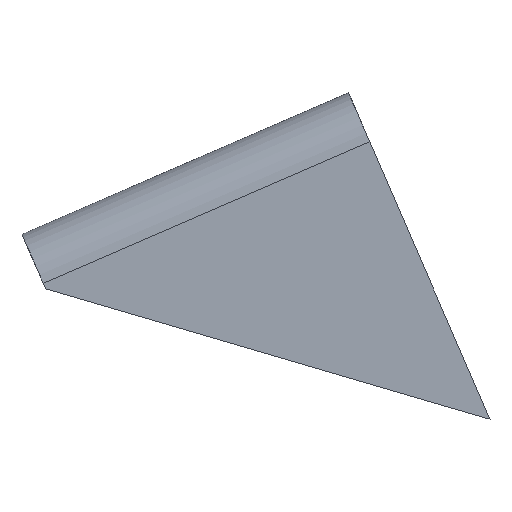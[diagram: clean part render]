
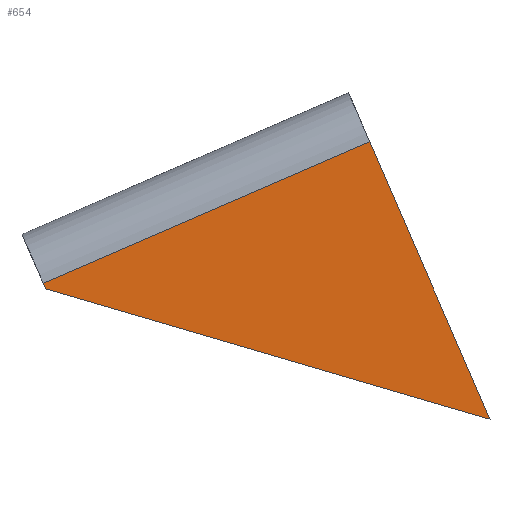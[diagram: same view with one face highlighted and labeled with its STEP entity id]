
A CAD part, front view. The second image highlights one B-rep face of the part: STEP entity #654.
In plain terms, the highlighted planar face has unit normal (0, -1, 0).
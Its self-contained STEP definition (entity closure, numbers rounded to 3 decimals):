
#44 = PLANE('',#45);
#45 = AXIS2_PLACEMENT_3D('',#46,#47,#48);
#46 = CARTESIAN_POINT('',(4.598,-13.5,-9.529));
#47 = DIRECTION('',(-0.282,0.,-0.959)
  );
#48 = DIRECTION('',(-0.959,0.,0.282));
#72 = PLANE('',#73);
#73 = AXIS2_PLACEMENT_3D('',#74,#75,#76);
#74 = CARTESIAN_POINT('',(17.664,-13.5,-1.956));
#75 = DIRECTION('',(-0.917,0.,-0.398)
  );
#76 = DIRECTION('',(-0.398,0.,0.917));
#148 = PLANE('',#149);
#149 = AXIS2_PLACEMENT_3D('',#150,#151,#152);
#150 = CARTESIAN_POINT('',(-14.832,-13.5,-2.421));
#151 = DIRECTION('',(-0.917,0.,-0.398)
  );
#152 = DIRECTION('',(-0.398,0.,0.917));
#165 = VERTEX_POINT('',#166);
#166 = CARTESIAN_POINT('',(-14.136,-15.,-4.027));
#187 = EDGE_CURVE('',#188,#165,#190,.T.);
#188 = VERTEX_POINT('',#189);
#189 = CARTESIAN_POINT('',(23.333,-15.,-15.03));
#190 = SURFACE_CURVE('',#191,(#195,#202),.PCURVE_S1.);
#191 = LINE('',#192,#193);
#192 = CARTESIAN_POINT('',(23.333,-15.,-15.03));
#193 = VECTOR('',#194,1.);
#194 = DIRECTION('',(-0.959,0.,0.282));
#195 = PCURVE('',#44,#196);
#196 = DEFINITIONAL_REPRESENTATION('',(#197),#201);
#197 = LINE('',#198,#199);
#198 = CARTESIAN_POINT('',(-19.526,-1.5));
#199 = VECTOR('',#200,1.);
#200 = DIRECTION('',(1.,0.));
#201 = ( GEOMETRIC_REPRESENTATION_CONTEXT(2) 
PARAMETRIC_REPRESENTATION_CONTEXT() REPRESENTATION_CONTEXT('2D SPACE',''
  ) );
#202 = PCURVE('',#203,#208);
#203 = PLANE('',#204);
#204 = AXIS2_PLACEMENT_3D('',#205,#206,#207);
#205 = CARTESIAN_POINT('',(11.399,-15.,12.494));
#206 = DIRECTION('',(0.,1.,0.));
#207 = DIRECTION('',(0.917,0.,0.398)
  );
#208 = DEFINITIONAL_REPRESENTATION('',(#209),#213);
#209 = LINE('',#210,#211);
#210 = CARTESIAN_POINT('',(0.,30.));
#211 = VECTOR('',#212,1.);
#212 = DIRECTION('',(-0.768,-0.64));
#213 = ( GEOMETRIC_REPRESENTATION_CONTEXT(2) 
PARAMETRIC_REPRESENTATION_CONTEXT() REPRESENTATION_CONTEXT('2D SPACE',''
  ) );
#240 = VERTEX_POINT('',#241);
#241 = CARTESIAN_POINT('',(-14.335,-15.,-3.568));
#267 = EDGE_CURVE('',#240,#165,#268,.T.);
#268 = SURFACE_CURVE('',#269,(#273,#280),.PCURVE_S1.);
#269 = LINE('',#270,#271);
#270 = CARTESIAN_POINT('',(-14.335,-15.,-3.568));
#271 = VECTOR('',#272,1.);
#272 = DIRECTION('',(0.398,0.,-0.917));
#273 = PCURVE('',#148,#274);
#274 = DEFINITIONAL_REPRESENTATION('',(#275),#279);
#275 = LINE('',#276,#277);
#276 = CARTESIAN_POINT('',(-1.25,-1.5));
#277 = VECTOR('',#278,1.);
#278 = DIRECTION('',(-1.,0.));
#279 = ( GEOMETRIC_REPRESENTATION_CONTEXT(2) 
PARAMETRIC_REPRESENTATION_CONTEXT() REPRESENTATION_CONTEXT('2D SPACE',''
  ) );
#280 = PCURVE('',#203,#281);
#281 = DEFINITIONAL_REPRESENTATION('',(#282),#286);
#282 = LINE('',#283,#284);
#283 = CARTESIAN_POINT('',(-30.,4.5));
#284 = VECTOR('',#285,1.);
#285 = DIRECTION('',(0.,1.));
#286 = ( GEOMETRIC_REPRESENTATION_CONTEXT(2) 
PARAMETRIC_REPRESENTATION_CONTEXT() REPRESENTATION_CONTEXT('2D SPACE',''
  ) );
#386 = CYLINDRICAL_SURFACE('',#387,4.5);
#387 = AXIS2_PLACEMENT_3D('',#388,#389,#390);
#388 = CARTESIAN_POINT('',(-14.335,-10.5,-3.568));
#389 = DIRECTION('',(-0.917,0.,-0.398)
  );
#390 = DIRECTION('',(0.,-1.,0.));
#534 = VERTEX_POINT('',#535);
#535 = CARTESIAN_POINT('',(13.189,-15.,8.366));
#634 = EDGE_CURVE('',#534,#188,#635,.T.);
#635 = SURFACE_CURVE('',#636,(#640,#647),.PCURVE_S1.);
#636 = LINE('',#637,#638);
#637 = CARTESIAN_POINT('',(13.189,-15.,8.366));
#638 = VECTOR('',#639,1.);
#639 = DIRECTION('',(0.398,0.,-0.917));
#640 = PCURVE('',#72,#641);
#641 = DEFINITIONAL_REPRESENTATION('',(#642),#646);
#642 = LINE('',#643,#644);
#643 = CARTESIAN_POINT('',(11.25,-1.5));
#644 = VECTOR('',#645,1.);
#645 = DIRECTION('',(-1.,0.));
#646 = ( GEOMETRIC_REPRESENTATION_CONTEXT(2) 
PARAMETRIC_REPRESENTATION_CONTEXT() REPRESENTATION_CONTEXT('2D SPACE',''
  ) );
#647 = PCURVE('',#203,#648);
#648 = DEFINITIONAL_REPRESENTATION('',(#649),#653);
#649 = LINE('',#650,#651);
#650 = CARTESIAN_POINT('',(0.,4.5));
#651 = VECTOR('',#652,1.);
#652 = DIRECTION('',(0.,1.));
#653 = ( GEOMETRIC_REPRESENTATION_CONTEXT(2) 
PARAMETRIC_REPRESENTATION_CONTEXT() REPRESENTATION_CONTEXT('2D SPACE',''
  ) );
#654 = ADVANCED_FACE('',(#655),#203,.F.);
#655 = FACE_BOUND('',#656,.F.);
#656 = EDGE_LOOP('',(#657,#658,#659,#660));
#657 = ORIENTED_EDGE('',*,*,#634,.T.);
#658 = ORIENTED_EDGE('',*,*,#187,.T.);
#659 = ORIENTED_EDGE('',*,*,#267,.F.);
#660 = ORIENTED_EDGE('',*,*,#661,.F.);
#661 = EDGE_CURVE('',#534,#240,#662,.T.);
#662 = SURFACE_CURVE('',#663,(#667,#674),.PCURVE_S1.);
#663 = LINE('',#664,#665);
#664 = CARTESIAN_POINT('',(13.189,-15.,8.366));
#665 = VECTOR('',#666,1.);
#666 = DIRECTION('',(-0.917,0.,-0.398)
  );
#667 = PCURVE('',#203,#668);
#668 = DEFINITIONAL_REPRESENTATION('',(#669),#673);
#669 = LINE('',#670,#671);
#670 = CARTESIAN_POINT('',(0.,4.5));
#671 = VECTOR('',#672,1.);
#672 = DIRECTION('',(-1.,0.));
#673 = ( GEOMETRIC_REPRESENTATION_CONTEXT(2) 
PARAMETRIC_REPRESENTATION_CONTEXT() REPRESENTATION_CONTEXT('2D SPACE',''
  ) );
#674 = PCURVE('',#386,#675);
#675 = DEFINITIONAL_REPRESENTATION('',(#676),#702);
#676 = B_SPLINE_CURVE_WITH_KNOTS('',3,(#677,#678,#679,#680,#681,#682,
    #683,#684,#685,#686,#687,#688,#689,#690,#691,#692,#693,#694,#695,
    #696,#697,#698,#699,#700,#701),.UNSPECIFIED.,.F.,.F.,(4,1,1,1,1,1,1,
    1,1,1,1,1,1,1,1,1,1,1,1,1,1,1,4),(0.,1.364,2.727,
    4.091,5.455,6.818,8.182,
    9.545,10.909,12.273,13.636,15.,
    16.364,17.727,19.091,20.455,
    21.818,23.182,24.545,25.909,
    27.273,28.636,30.),.QUASI_UNIFORM_KNOTS.);
#677 = CARTESIAN_POINT('',(0.,-30.));
#678 = CARTESIAN_POINT('',(0.,-29.545));
#679 = CARTESIAN_POINT('',(0.,-28.636));
#680 = CARTESIAN_POINT('',(0.,-27.273));
#681 = CARTESIAN_POINT('',(0.,-25.909));
#682 = CARTESIAN_POINT('',(0.,-24.545));
#683 = CARTESIAN_POINT('',(0.,-23.182));
#684 = CARTESIAN_POINT('',(0.,-21.818));
#685 = CARTESIAN_POINT('',(0.,-20.455));
#686 = CARTESIAN_POINT('',(0.,-19.091));
#687 = CARTESIAN_POINT('',(0.,-17.727));
#688 = CARTESIAN_POINT('',(0.,-16.364));
#689 = CARTESIAN_POINT('',(0.,-15.));
#690 = CARTESIAN_POINT('',(0.,-13.636));
#691 = CARTESIAN_POINT('',(0.,-12.273));
#692 = CARTESIAN_POINT('',(0.,-10.909));
#693 = CARTESIAN_POINT('',(0.,-9.545));
#694 = CARTESIAN_POINT('',(0.,-8.182));
#695 = CARTESIAN_POINT('',(0.,-6.818));
#696 = CARTESIAN_POINT('',(0.,-5.455));
#697 = CARTESIAN_POINT('',(0.,-4.091));
#698 = CARTESIAN_POINT('',(0.,-2.727));
#699 = CARTESIAN_POINT('',(0.,-1.364));
#700 = CARTESIAN_POINT('',(0.,-0.455));
#701 = CARTESIAN_POINT('',(0.,0.));
#702 = ( GEOMETRIC_REPRESENTATION_CONTEXT(2) 
PARAMETRIC_REPRESENTATION_CONTEXT() REPRESENTATION_CONTEXT('2D SPACE',''
  ) );
